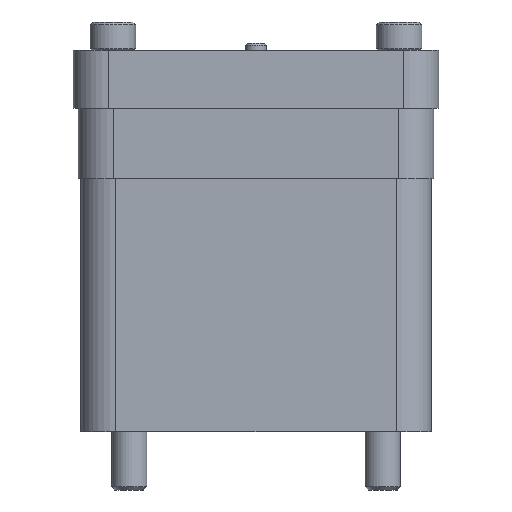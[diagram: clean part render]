
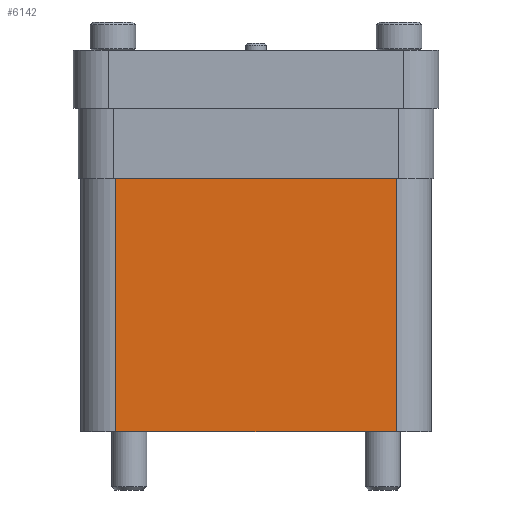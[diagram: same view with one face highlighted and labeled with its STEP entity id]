
A CAD part, left-side view. The second image highlights one B-rep face of the part: STEP entity #6142.
In plain terms, the highlighted planar face has unit normal (-1, 0, 0).
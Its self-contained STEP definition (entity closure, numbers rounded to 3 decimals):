
#808=ORIENTED_EDGE('',*,*,#2542,.F.);
#809=ORIENTED_EDGE('',*,*,#2543,.F.);
#810=ORIENTED_EDGE('',*,*,#2544,.T.);
#811=ORIENTED_EDGE('',*,*,#2545,.T.);
#2542=EDGE_CURVE('',#3409,#3410,#4030,.T.);
#2543=EDGE_CURVE('',#3411,#3409,#4031,.T.);
#2544=EDGE_CURVE('',#3411,#3412,#4032,.T.);
#2545=EDGE_CURVE('',#3412,#3410,#4033,.T.);
#3409=VERTEX_POINT('',#10425);
#3410=VERTEX_POINT('',#10426);
#3411=VERTEX_POINT('',#10428);
#3412=VERTEX_POINT('',#10430);
#4030=LINE('',#10424,#4444);
#4031=LINE('',#10427,#4445);
#4032=LINE('',#10429,#4446);
#4033=LINE('',#10431,#4447);
#4444=VECTOR('',#8394,1000.);
#4445=VECTOR('',#8395,1000.);
#4446=VECTOR('',#8396,1000.);
#4447=VECTOR('',#8397,1000.);
#4858=EDGE_LOOP('',(#808,#809,#810,#811));
#5418=FACE_BOUND('',#4858,.T.);
#5990=PLANE('',#7582);
#6142=ADVANCED_FACE('',(#5418),#5990,.T.);
#7582=AXIS2_PLACEMENT_3D('',#10423,#8392,#8393);
#8392=DIRECTION('',(-1.,0.,0.));
#8393=DIRECTION('',(0.,0.,1.));
#8394=DIRECTION('',(0.,-1.,0.));
#8395=DIRECTION('',(0.,0.,1.));
#8396=DIRECTION('',(0.,-1.,0.));
#8397=DIRECTION('',(0.,0.,1.));
#10423=CARTESIAN_POINT('',(-49.85,39.85,-76.));
#10424=CARTESIAN_POINT('',(-49.85,39.85,-4.));
#10425=CARTESIAN_POINT('',(-49.85,39.85,-4.));
#10426=CARTESIAN_POINT('',(-49.85,-39.85,-4.));
#10427=CARTESIAN_POINT('',(-49.85,39.85,-76.));
#10428=CARTESIAN_POINT('',(-49.85,39.85,-76.));
#10429=CARTESIAN_POINT('',(-49.85,39.85,-76.));
#10430=CARTESIAN_POINT('',(-49.85,-39.85,-76.));
#10431=CARTESIAN_POINT('',(-49.85,-39.85,-76.));
